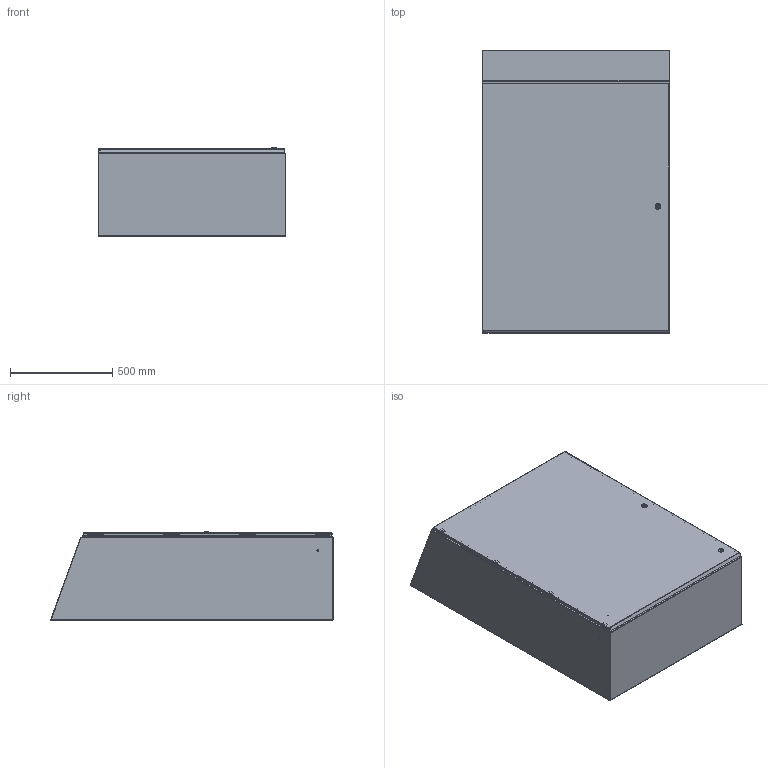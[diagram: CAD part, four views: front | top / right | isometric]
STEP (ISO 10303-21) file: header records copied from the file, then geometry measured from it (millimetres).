
FILE_DESCRIPTION((''),'2;1');
FILE_NAME('N412483616CST.stp','2013-04-08T21:48:58',('ypadmaraja'),(''),'Autodesk Inventor 2012','Autodesk Inventor 2012','');
FILE_SCHEMA(('AUTOMOTIVE_DESIGN { 1 0 10303 214 1 1 1 1 }'));
Length unit declared in the file: inch
Products named in the file (36): N412_CST-assm3pcblr; N412483616CSTBLR; HFW3161; HFW328176; 17376 PIN; 17380 SCREW; 17723 BOX LEAF; 17723-UTI BRACKET; 17910 SEALING WASHER; HFW328175; 388150; N4123616CSTTOP; 38846; N4124836CSTLID; N4123616CSTBTM; HFW37045-assm; HFW37045; HFW37045-1049-08; HFW37045-1049-09; 35142; 35124-1000-23; 35124-1000-318; 35142-1000-02_PRT; 35142-1000-24; 35142-1000-67; 35142-1000-73; 35142-1000-101_PRT; 35142-1000-105; 35142-D933_M5X8; 35142-D6799_5; 35124-277-01; 35124-1000-03; 35196(1001-U11_ASSM); 1001-U11_AF0; DIN917_M6; 1001-u11-STUD
Assembly tree (61 placements, depth 3):
  N412_CST-assm3pcblr
    N412483616CSTBLR
    HFW3161  x4
    HFW328176  x4
      17376 PIN
      17380 SCREW
      17723 BOX LEAF
      17723-UTI BRACKET
      17910 SEALING WASHER
    HFW328175  x4
    388150  x8
    N4123616CSTTOP
    38846  x2
    N4124836CSTLID
    17376 PIN
    N4123616CSTBTM
    HFW37045-assm  x2
      HFW37045
      HFW37045-1049-08
      HFW37045-1049-09
    35142
      35124-1000-23
      35124-1000-318
      35142-1000-02_PRT
      35142-1000-24
      35142-1000-67  x2
      35142-1000-73
      35142-1000-101_PRT
      35142-1000-105  x2
      35142-D933_M5X8  x2
      35142-D6799_5  x2
      35124-277-01
      35124-1000-03
    35196(1001-U11_ASSM)
      1001-U11_AF0
      DIN917_M6
      1001-u11-STUD
Bounding box: 914.4 x 1381.17 x 432.92 mm (x, y, z)
Volume: 8404793.7 mm3; surface area: 8938834.8 mm2
Topology: 79 solids, 79 shells, 2617 faces, 6330 edges, 3886 vertices
Faces by surface type: cylinder 979, plane 954, cone 371, bspline 228, torus 75, sphere 10
Full cylindrical faces by diameter (mm): 2.362 x8, 2.7 x2, 3.175 x5, 3.317 x136, 3.861 x8, 3.962 x5, 4 x4, 4.064 x2, 4.166 x136, 4.2 x6, 4.25 x8, 4.3 x2, 4.366 x8, 4.572 x10, 4.763 x8, 5 x6, 5.5 x1, 6 x5, 6.03 x1, 6.2 x2, 6.3 x1, 6.35 x18, 6.502 x8, 6.733 x1, 6.985 x8, 7.5 x2, 7.62 x8, 7.874 x4, 8.128 x8, 8.2 x1
Entity records: 39176 total; most frequent: CARTESIAN_POINT 13272, DIRECTION 5133, ORIENTED_EDGE 4834, EDGE_CURVE 2417, AXIS2_PLACEMENT_3D 1882, VERTEX_POINT 1594, EDGE_LOOP 1391, VECTOR 1369
